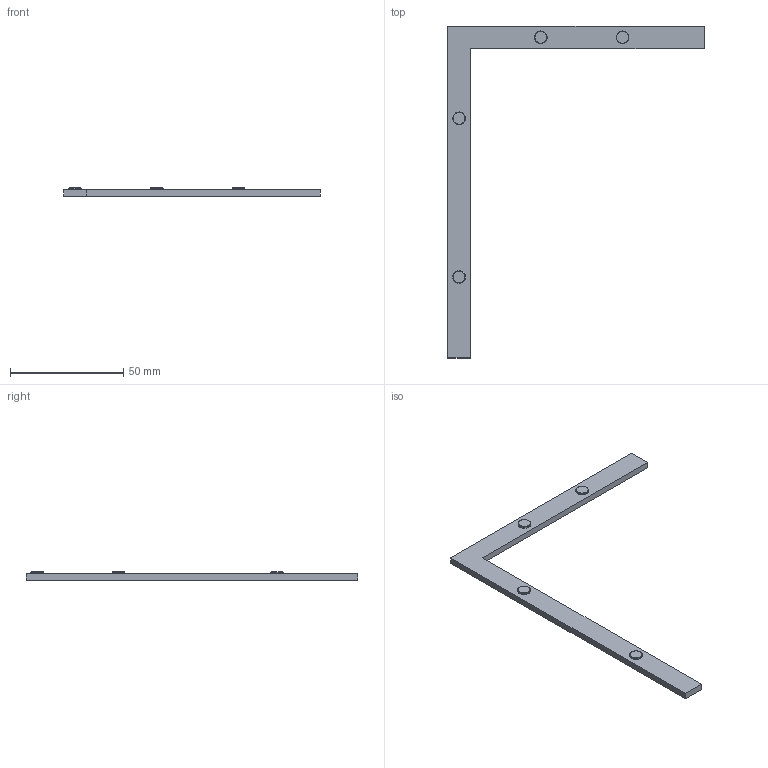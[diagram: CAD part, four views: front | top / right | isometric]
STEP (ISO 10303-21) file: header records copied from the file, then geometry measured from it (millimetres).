
FILE_DESCRIPTION(('FreeCAD Model'),'2;1');
FILE_NAME('Open CASCADE Shape Model','2021-10-21T10:43:25',('Author'),( ''),'Open CASCADE STEP processor 7.5','FreeCAD','Unknown');
FILE_SCHEMA(('AUTOMOTIVE_DESIGN { 1 0 10303 214 1 1 1 1 }'));
Length unit declared in the file: millimetre
Products named in the file (1): Spacer_Right
Bounding box: 113.18 x 146.5 x 3.7 mm (x, y, z)
Volume: 7318.2 mm3; surface area: 6547.6 mm2
Topology: 1 solids, 1 shells, 20 faces, 38 edges, 24 vertices
Faces by surface type: plane 12, cylinder 4, cone 4
Full cylindrical faces by diameter (mm): 5.6 x4
Entity records: 1030 total; most frequent: CARTESIAN_POINT 183, DIRECTION 164, LINE 94, VECTOR 94, ORIENTED_EDGE 76, PCURVE 76, DEFINITIONAL_REPRESENTATION 76, EDGE_CURVE 38
